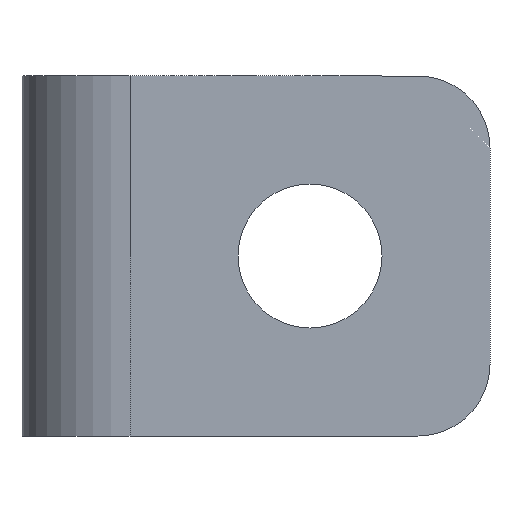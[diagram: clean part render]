
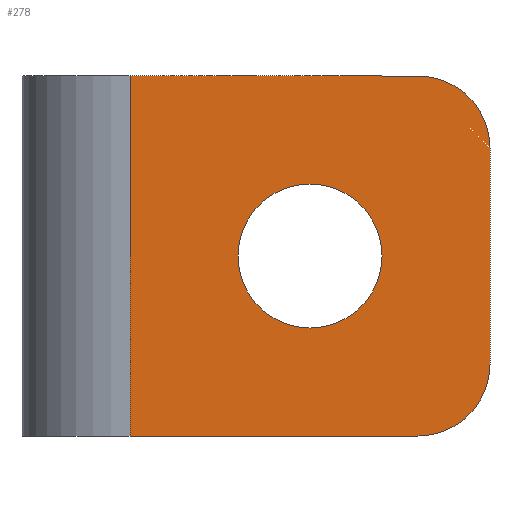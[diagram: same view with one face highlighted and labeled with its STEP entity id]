
A CAD part, front view. The second image highlights one B-rep face of the part: STEP entity #278.
In plain terms, the highlighted planar face has unit normal (0, -1, 0).
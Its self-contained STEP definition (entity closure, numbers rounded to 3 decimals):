
#4 = EDGE_CURVE ( 'NONE', #197, #323, #451, .T. ) ;
#23 = CARTESIAN_POINT ( 'NONE',  ( 0., 0., 10. ) ) ;
#28 = AXIS2_PLACEMENT_3D ( 'NONE', #343, #344, #136 ) ;
#35 = CARTESIAN_POINT ( 'NONE',  ( 25., 0., 25. ) ) ;
#39 = DIRECTION ( 'NONE',  ( 0., -1., 0. ) ) ;
#54 = EDGE_CURVE ( 'NONE', #265, #323, #282, .T. ) ;
#73 = PLANE ( 'NONE',  #326 ) ;
#102 = CARTESIAN_POINT ( 'NONE',  ( -25., 0., 25. ) ) ;
#112 = CIRCLE ( 'NONE', #231, 10. ) ;
#119 = DIRECTION ( 'NONE',  ( 0., 0., -1. ) ) ;
#120 = CARTESIAN_POINT ( 'NONE',  ( 15., 0., 25. ) ) ;
#129 = ORIENTED_EDGE ( 'NONE', *, *, #482, .F. ) ;
#136 = DIRECTION ( 'NONE',  ( 0., 0., 1. ) ) ;
#137 = VERTEX_POINT ( 'NONE', #23 ) ;
#160 = EDGE_LOOP ( 'NONE', ( #129, #218, #468, #523, #445, #540 ) ) ;
#161 = DIRECTION ( 'NONE',  ( 0., 0., -1. ) ) ;
#166 = LINE ( 'NONE', #458, #351 ) ;
#175 = VECTOR ( 'NONE', #388, 1000. ) ;
#179 = DIRECTION ( 'NONE',  ( 0., 0., 1. ) ) ;
#186 = CARTESIAN_POINT ( 'NONE',  ( 25., 0., -15. ) ) ;
#193 = VERTEX_POINT ( 'NONE', #186 ) ;
#197 = VERTEX_POINT ( 'NONE', #277 ) ;
#215 = EDGE_CURVE ( 'NONE', #390, #265, #363, .T. ) ;
#218 = ORIENTED_EDGE ( 'NONE', *, *, #4, .T. ) ;
#231 = AXIS2_PLACEMENT_3D ( 'NONE', #496, #283, #430 ) ;
#240 = FACE_OUTER_BOUND ( 'NONE', #160, .T. ) ;
#258 = LINE ( 'NONE', #473, #175 ) ;
#265 = VERTEX_POINT ( 'NONE', #368 ) ;
#277 = CARTESIAN_POINT ( 'NONE',  ( 25., 0., 15. ) ) ;
#278 = ADVANCED_FACE ( 'NONE', ( #240, #371 ), #73, .T. ) ;
#282 = LINE ( 'NONE', #35, #425 ) ;
#283 = DIRECTION ( 'NONE',  ( 0., 1., 0. ) ) ;
#286 = CARTESIAN_POINT ( 'NONE',  ( 0., 0., -10. ) ) ;
#301 = VECTOR ( 'NONE', #179, 1000. ) ;
#303 = EDGE_LOOP ( 'NONE', ( #447, #400 ) ) ;
#323 = VERTEX_POINT ( 'NONE', #120 ) ;
#325 = CARTESIAN_POINT ( 'NONE',  ( -25., 0., -25. ) ) ;
#326 = AXIS2_PLACEMENT_3D ( 'NONE', #422, #546, #161 ) ;
#330 = VERTEX_POINT ( 'NONE', #286 ) ;
#343 = CARTESIAN_POINT ( 'NONE',  ( 0., 0., 0. ) ) ;
#344 = DIRECTION ( 'NONE',  ( 0., 1., 0. ) ) ;
#345 = EDGE_CURVE ( 'NONE', #450, #193, #403, .T. ) ;
#351 = VECTOR ( 'NONE', #419, 1000. ) ;
#359 = EDGE_CURVE ( 'NONE', #450, #390, #166, .T. ) ;
#361 = AXIS2_PLACEMENT_3D ( 'NONE', #414, #418, #119 ) ;
#363 = LINE ( 'NONE', #102, #301 ) ;
#368 = CARTESIAN_POINT ( 'NONE',  ( -25., 0., 25. ) ) ;
#371 = FACE_BOUND ( 'NONE', #303, .T. ) ;
#384 = CARTESIAN_POINT ( 'NONE',  ( 15., 0., -25. ) ) ;
#387 = CIRCLE ( 'NONE', #28, 10. ) ;
#388 = DIRECTION ( 'NONE',  ( 0., 0., -1. ) ) ;
#390 = VERTEX_POINT ( 'NONE', #325 ) ;
#392 = EDGE_CURVE ( 'NONE', #137, #330, #112, .T. ) ;
#400 = ORIENTED_EDGE ( 'NONE', *, *, #392, .T. ) ;
#403 = CIRCLE ( 'NONE', #552, 10. ) ;
#414 = CARTESIAN_POINT ( 'NONE',  ( 15., 0., 15. ) ) ;
#418 = DIRECTION ( 'NONE',  ( 0., -1., 0. ) ) ;
#419 = DIRECTION ( 'NONE',  ( -1., 0., 0. ) ) ;
#422 = CARTESIAN_POINT ( 'NONE',  ( 0., 0., 0. ) ) ;
#425 = VECTOR ( 'NONE', #547, 1000. ) ;
#430 = DIRECTION ( 'NONE',  ( 0., 0., 1. ) ) ;
#445 = ORIENTED_EDGE ( 'NONE', *, *, #359, .F. ) ;
#447 = ORIENTED_EDGE ( 'NONE', *, *, #507, .T. ) ;
#450 = VERTEX_POINT ( 'NONE', #384 ) ;
#451 = CIRCLE ( 'NONE', #361, 10. ) ;
#458 = CARTESIAN_POINT ( 'NONE',  ( -25., 0., -25. ) ) ;
#468 = ORIENTED_EDGE ( 'NONE', *, *, #54, .F. ) ;
#473 = CARTESIAN_POINT ( 'NONE',  ( 25., 0., -25. ) ) ;
#482 = EDGE_CURVE ( 'NONE', #197, #193, #258, .T. ) ;
#496 = CARTESIAN_POINT ( 'NONE',  ( 0., 0., 0. ) ) ;
#504 = CARTESIAN_POINT ( 'NONE',  ( 15., 0., -15. ) ) ;
#507 = EDGE_CURVE ( 'NONE', #330, #137, #387, .T. ) ;
#523 = ORIENTED_EDGE ( 'NONE', *, *, #215, .F. ) ;
#540 = ORIENTED_EDGE ( 'NONE', *, *, #345, .T. ) ;
#546 = DIRECTION ( 'NONE',  ( 0., -1., 0. ) ) ;
#547 = DIRECTION ( 'NONE',  ( 1., 0., 0. ) ) ;
#551 = DIRECTION ( 'NONE',  ( 0., 0., -1. ) ) ;
#552 = AXIS2_PLACEMENT_3D ( 'NONE', #504, #39, #551 ) ;
